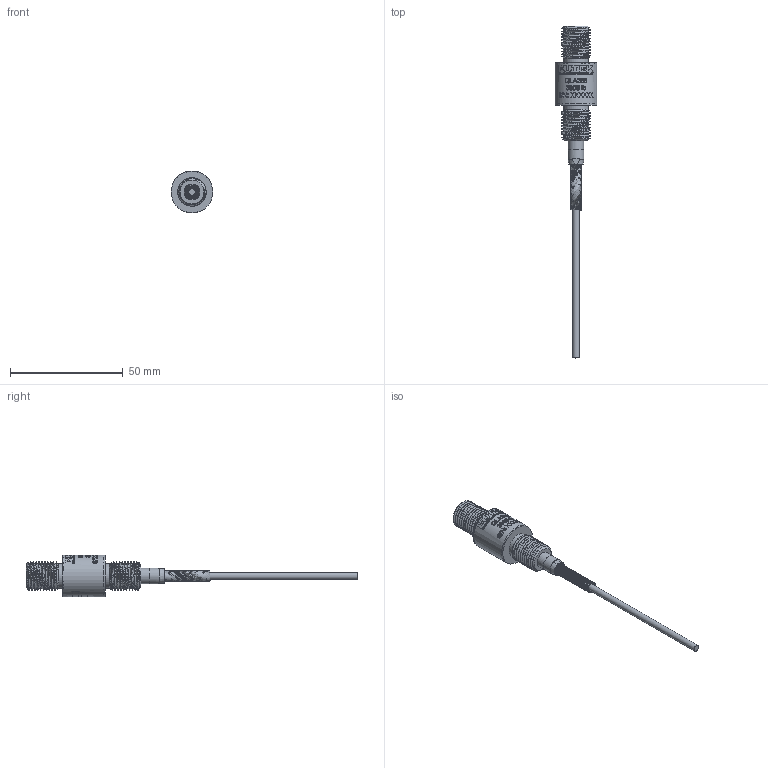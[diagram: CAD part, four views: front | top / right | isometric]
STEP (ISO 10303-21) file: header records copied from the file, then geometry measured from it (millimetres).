
FILE_DESCRIPTION(/* description */ ('QLA286, Simplified Model'),/* implementation_level */ '2;1');
FILE_NAME(/* name */ 'QLA286.stp',/* time_stamp */ '2021-06-10T09:05:17-07:00',/* author */ ('S. MICHEL'),/* organization */ (''),/* preprocessor_version */ 'ST-DEVELOPER v18.1',/* originating_system */ 'Autodesk Inventor 2020',/* authorisation */ '');
FILE_SCHEMA (('AUTOMOTIVE_DESIGN { 1 0 10303 214 3 1 1 }'));
Products named in the file (1): QLA286
Bounding box: 18.54 x 147.07 x 18.54 mm (x, y, z)
Volume: 10090.3 mm3; surface area: 5636.7 mm2
Topology: 1 solids, 1 shells, 784 faces, 2077 edges, 1385 vertices
Faces by surface type: bspline 333, plane 302, cylinder 142, cone 7
Full cylindrical faces by diameter (mm): 2.921 x1, 7.036 x1, 7.061 x1, 10.902 x2, 11.189 x25, 12.564 x21, 13.189 x1, 13.233 x1, 18.288 x1, 18.326 x1, 18.542 x2
Entity records: 43198 total; most frequent: CARTESIAN_POINT 25649, ORIENTED_EDGE 4154, DIRECTION 2614, EDGE_CURVE 2077, VERTEX_POINT 1385, LINE 912, VECTOR 912, EDGE_LOOP 874
